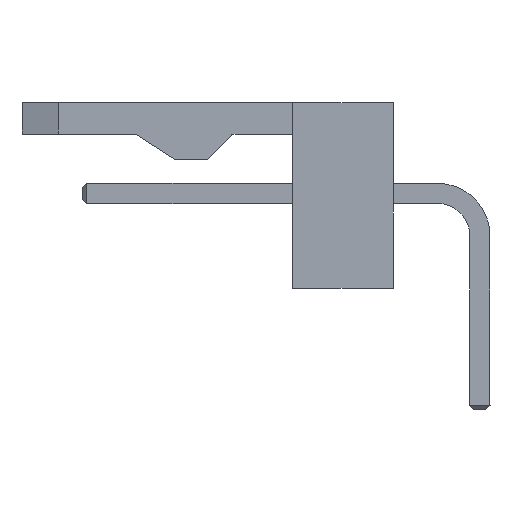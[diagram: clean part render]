
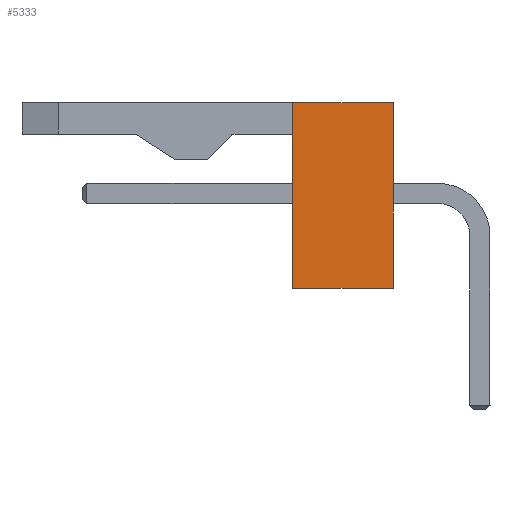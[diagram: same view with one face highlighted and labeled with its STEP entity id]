
A CAD part, left-side view. The second image highlights one B-rep face of the part: STEP entity #5333.
In plain terms, the highlighted planar face has unit normal (-1, 0, 0).
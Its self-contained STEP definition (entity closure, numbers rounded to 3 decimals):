
#345=FACE_OUTER_BOUND('',#652,.T.);
#652=EDGE_LOOP('',(#4453,#4454,#4455,#4456));
#1223=LINE('',#8216,#1925);
#1332=LINE('',#8441,#2034);
#1333=LINE('',#8443,#2035);
#1334=LINE('',#8444,#2036);
#1925=VECTOR('',#6723,5.842);
#2034=VECTOR('',#6926,3.175);
#2035=VECTOR('',#6927,5.842);
#2036=VECTOR('',#6928,3.175);
#2481=VERTEX_POINT('',#8214);
#2482=VERTEX_POINT('',#8215);
#2551=VERTEX_POINT('',#8440);
#2552=VERTEX_POINT('',#8442);
#3131=EDGE_CURVE('',#2481,#2482,#1223,.T.);
#3240=EDGE_CURVE('',#2551,#2482,#1332,.T.);
#3241=EDGE_CURVE('',#2552,#2551,#1333,.T.);
#3242=EDGE_CURVE('',#2481,#2552,#1334,.T.);
#4453=ORIENTED_EDGE('',*,*,#3240,.F.);
#4454=ORIENTED_EDGE('',*,*,#3241,.F.);
#4455=ORIENTED_EDGE('',*,*,#3242,.F.);
#4456=ORIENTED_EDGE('',*,*,#3131,.T.);
#5035=PLANE('',#5687);
#5333=ADVANCED_FACE('',(#345),#5035,.T.);
#5687=AXIS2_PLACEMENT_3D('',#8439,#6924,#6925);
#6723=DIRECTION('',(0.,0.,1.));
#6924=DIRECTION('center_axis',(-1.,0.,0.));
#6925=DIRECTION('ref_axis',(0.,0.,
1.));
#6926=DIRECTION('',(0.,-1.,0.));
#6927=DIRECTION('',(0.,0.,1.));
#6928=DIRECTION('',(0.,1.,0.));
#8214=CARTESIAN_POINT('',(-1.27,2.718,0.));
#8215=CARTESIAN_POINT('',(-1.27,2.718,5.842));
#8216=CARTESIAN_POINT('',(-1.27,2.718,0.));
#8439=CARTESIAN_POINT('Origin',(-1.27,2.654,-0.117));
#8440=CARTESIAN_POINT('',(-1.27,5.893,5.842));
#8441=CARTESIAN_POINT('',(-1.27,5.893,5.842));
#8442=CARTESIAN_POINT('',(-1.27,5.893,0.));
#8443=CARTESIAN_POINT('',(-1.27,5.893,0.));
#8444=CARTESIAN_POINT('',(-1.27,2.718,0.));
